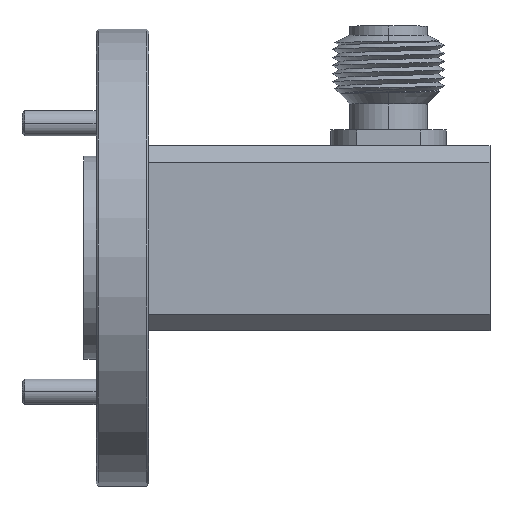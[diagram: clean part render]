
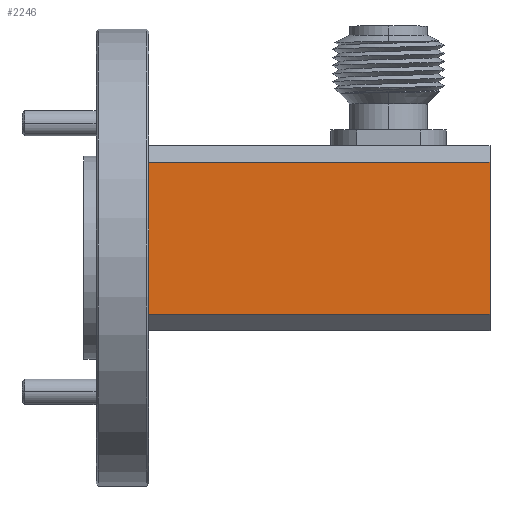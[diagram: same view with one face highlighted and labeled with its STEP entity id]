
A CAD part, top view. The second image highlights one B-rep face of the part: STEP entity #2246.
In plain terms, the highlighted planar face has unit normal (0, 0, 1).
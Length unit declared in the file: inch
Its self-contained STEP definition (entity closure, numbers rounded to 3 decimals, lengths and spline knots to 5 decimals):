
#146 = VECTOR ( 'NONE', #530, 39.37008 ) ;
#530 = DIRECTION ( 'NONE',  ( 0., -1., 0. ) ) ;
#618 = DIRECTION ( 'NONE',  ( 1., 0., 0. ) ) ;
#763 = LINE ( 'NONE', #7293, #7788 ) ;
#1347 = VECTOR ( 'NONE', #8144, 39.37008 ) ;
#1356 = LINE ( 'NONE', #5777, #5687 ) ;
#1755 = EDGE_CURVE ( 'NONE', #7565, #2864, #8596, .T. ) ;
#2026 = CARTESIAN_POINT ( 'NONE',  ( 0.86724, 1.1119, 1.17706 ) ) ;
#2071 = VERTEX_POINT ( 'NONE', #3994 ) ;
#2246 = ADVANCED_FACE ( 'NONE', ( #4129 ), #5666, .F. ) ;
#2864 = VERTEX_POINT ( 'NONE', #3030 ) ;
#2987 = EDGE_CURVE ( 'NONE', #7565, #4931, #1356, .T. ) ;
#3030 = CARTESIAN_POINT ( 'NONE',  ( 0.86724, 0.6969, 1.17706 ) ) ;
#3664 = ORIENTED_EDGE ( 'NONE', *, *, #2987, .T. ) ;
#3838 = CARTESIAN_POINT ( 'NONE',  ( 0.86724, 1.0719, 1.17706 ) ) ;
#3994 = CARTESIAN_POINT ( 'NONE',  ( 0.02724, 0.6969, 1.17706 ) ) ;
#4129 = FACE_OUTER_BOUND ( 'NONE', #6391, .T. ) ;
#4377 = DIRECTION ( 'NONE',  ( -1., 0., 0. ) ) ;
#4604 = AXIS2_PLACEMENT_3D ( 'NONE', #5579, #8598, #8500 ) ;
#4931 = VERTEX_POINT ( 'NONE', #8472 ) ;
#5368 = CARTESIAN_POINT ( 'NONE',  ( 0.02724, 1.1119, 1.17706 ) ) ;
#5579 = CARTESIAN_POINT ( 'NONE',  ( 0.86724, 1.1119, 1.17706 ) ) ;
#5588 = ORIENTED_EDGE ( 'NONE', *, *, #8392, .T. ) ;
#5666 = PLANE ( 'NONE',  #4604 ) ;
#5687 = VECTOR ( 'NONE', #4377, 39.37008 ) ;
#5777 = CARTESIAN_POINT ( 'NONE',  ( 0.86724, 1.0719, 1.17706 ) ) ;
#6391 = EDGE_LOOP ( 'NONE', ( #9401, #5588, #8525, #3664 ) ) ;
#7293 = CARTESIAN_POINT ( 'NONE',  ( 0.86724, 0.6969, 1.17706 ) ) ;
#7565 = VERTEX_POINT ( 'NONE', #3838 ) ;
#7788 = VECTOR ( 'NONE', #618, 39.37008 ) ;
#8144 = DIRECTION ( 'NONE',  ( 0., -1., 0. ) ) ;
#8392 = EDGE_CURVE ( 'NONE', #2071, #2864, #763, .T. ) ;
#8472 = CARTESIAN_POINT ( 'NONE',  ( 0.02724, 1.0719, 1.17706 ) ) ;
#8500 = DIRECTION ( 'NONE',  ( -1., 0., 0. ) ) ;
#8525 = ORIENTED_EDGE ( 'NONE', *, *, #1755, .F. ) ;
#8596 = LINE ( 'NONE', #2026, #146 ) ;
#8598 = DIRECTION ( 'NONE',  ( 0., 0., -1. ) ) ;
#8804 = EDGE_CURVE ( 'NONE', #4931, #2071, #9068, .T. ) ;
#9068 = LINE ( 'NONE', #5368, #1347 ) ;
#9401 = ORIENTED_EDGE ( 'NONE', *, *, #8804, .T. ) ;
